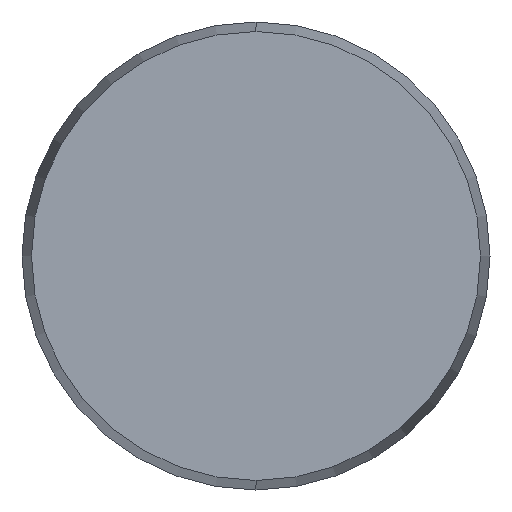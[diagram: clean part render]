
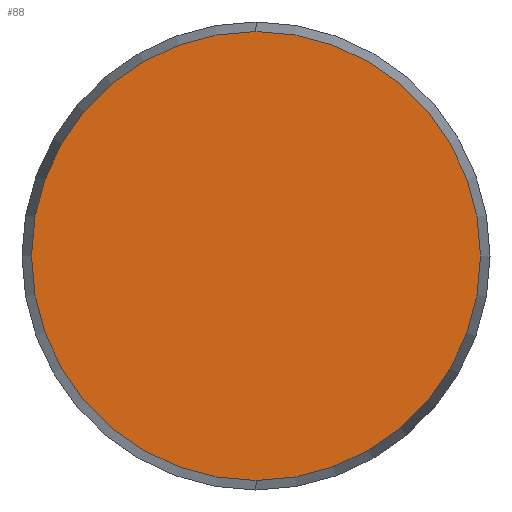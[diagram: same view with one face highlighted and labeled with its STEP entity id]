
A CAD part, left-side view. The second image highlights one B-rep face of the part: STEP entity #88.
In plain terms, the highlighted planar face has unit normal (-1, 0, 0).
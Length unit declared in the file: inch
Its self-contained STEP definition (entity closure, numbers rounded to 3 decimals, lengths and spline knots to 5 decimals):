
#1 = EDGE_LOOP ( 'NONE', ( #134, #158 ) ) ;
#13 = VERTEX_POINT ( 'NONE', #77 ) ;
#21 = AXIS2_PLACEMENT_3D ( 'NONE', #225, #233, #44 ) ;
#22 = CARTESIAN_POINT ( 'NONE',  ( -1., 0., 0. ) ) ;
#33 = VERTEX_POINT ( 'NONE', #58 ) ;
#44 = DIRECTION ( 'NONE',  ( 0., 0., 1. ) ) ;
#58 = CARTESIAN_POINT ( 'NONE',  ( -1., 0., -0.12 ) ) ;
#59 = FACE_OUTER_BOUND ( 'NONE', #1, .T. ) ;
#77 = CARTESIAN_POINT ( 'NONE',  ( -1., 0., 0.12 ) ) ;
#80 = CIRCLE ( 'NONE', #21, 0.12 ) ;
#88 = ADVANCED_FACE ( 'NONE', ( #59 ), #275, .F. ) ;
#103 = DIRECTION ( 'NONE',  ( 1., 0., 0. ) ) ;
#104 = CARTESIAN_POINT ( 'NONE',  ( -1., 0., 0. ) ) ;
#134 = ORIENTED_EDGE ( 'NONE', *, *, #157, .T. ) ;
#153 = DIRECTION ( 'NONE',  ( -1., 0., 0. ) ) ;
#157 = EDGE_CURVE ( 'NONE', #33, #13, #236, .T. ) ;
#158 = ORIENTED_EDGE ( 'NONE', *, *, #164, .T. ) ;
#164 = EDGE_CURVE ( 'NONE', #13, #33, #80, .T. ) ;
#195 = DIRECTION ( 'NONE',  ( 0., 0., -1. ) ) ;
#202 = DIRECTION ( 'NONE',  ( 0., 0., 1. ) ) ;
#213 = AXIS2_PLACEMENT_3D ( 'NONE', #22, #103, #195 ) ;
#225 = CARTESIAN_POINT ( 'NONE',  ( -1., 0., 0. ) ) ;
#233 = DIRECTION ( 'NONE',  ( -1., 0., 0. ) ) ;
#236 = CIRCLE ( 'NONE', #274, 0.12 ) ;
#274 = AXIS2_PLACEMENT_3D ( 'NONE', #104, #153, #202 ) ;
#275 = PLANE ( 'NONE',  #213 ) ;
